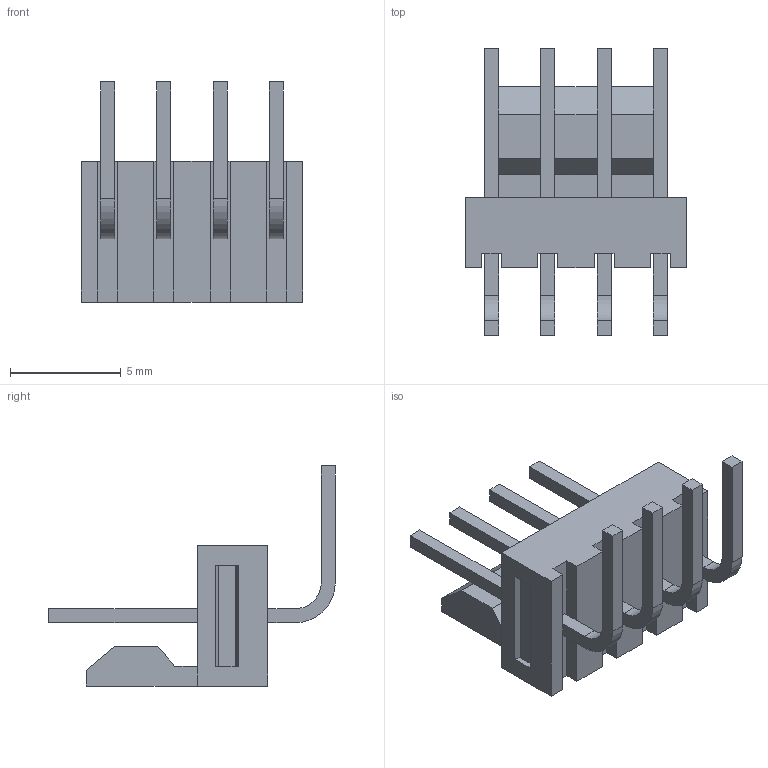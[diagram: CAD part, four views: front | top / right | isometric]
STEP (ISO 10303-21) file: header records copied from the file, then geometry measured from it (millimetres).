
FILE_DESCRIPTION(('STEP AP242'),'1');
FILE_NAME('0022053041.stp','2024-11-03T18:00:19',('TraceParts'),('TraceParts S.A.'),'Spatial InterOp 3D',' ',' ');
FILE_SCHEMA(('AP242_MANAGED_MODEL_BASED_3D_ENGINEERING_MIM_LF {1 0 10303 442 1 1 4}'));
Length unit declared in the file: millimetre
Products named in the file (1): 0022053041_1
Bounding box: 10.01 x 12.93 x 9.93 mm (x, y, z)
Volume: 265 mm3; surface area: 522.1 mm2
Topology: 1 solids, 1 shells, 95 faces, 257 edges, 182 vertices
Faces by surface type: plane 87, cylinder 8
Entity records: 2965 total; most frequent: CARTESIAN_POINT 520, ORIENTED_EDGE 498, DIRECTION 475, EDGE_CURVE 249, LINE 233, VECTOR 233, VERTEX_POINT 166, AXIS2_PLACEMENT_3D 121
